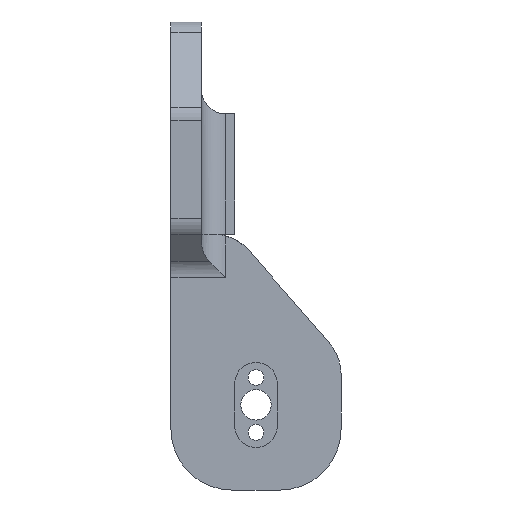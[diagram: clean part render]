
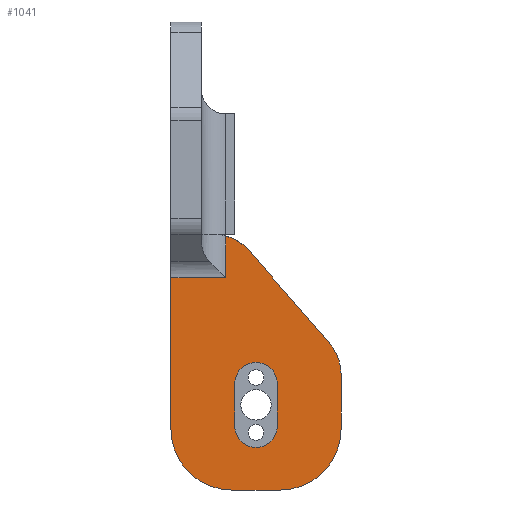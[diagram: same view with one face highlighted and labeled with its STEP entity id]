
A CAD part, left-side view. The second image highlights one B-rep face of the part: STEP entity #1041.
In plain terms, the highlighted planar face has unit normal (-1, 0, 0).
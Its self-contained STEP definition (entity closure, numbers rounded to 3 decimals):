
#58 = DIRECTION ( 'NONE',  ( -1., 0., 0. ) ) ;
#69 = EDGE_CURVE ( 'NONE', #696, #260, #203, .T. ) ;
#93 = VECTOR ( 'NONE', #1903, 1000. ) ;
#108 = VERTEX_POINT ( 'NONE', #1042 ) ;
#155 = AXIS2_PLACEMENT_3D ( 'NONE', #904, #482, #1741 ) ;
#160 = EDGE_CURVE ( 'NONE', #962, #696, #1631, .T. ) ;
#203 = LINE ( 'NONE', #1660, #2166 ) ;
#224 = ORIENTED_EDGE ( 'NONE', *, *, #160, .T. ) ;
#242 = VERTEX_POINT ( 'NONE', #1157 ) ;
#260 = VERTEX_POINT ( 'NONE', #768 ) ;
#287 = FACE_BOUND ( 'NONE', #2316, .T. ) ;
#294 = LINE ( 'NONE', #1169, #2279 ) ;
#303 = ORIENTED_EDGE ( 'NONE', *, *, #334, .T. ) ;
#306 = AXIS2_PLACEMENT_3D ( 'NONE', #2108, #427, #1069 ) ;
#324 = VERTEX_POINT ( 'NONE', #972 ) ;
#334 = EDGE_CURVE ( 'NONE', #108, #1585, #346, .T. ) ;
#346 = CIRCLE ( 'NONE', #1367, 10. ) ;
#348 = DIRECTION ( 'NONE',  ( 0., 1., 0. ) ) ;
#353 = DIRECTION ( 'NONE',  ( 0., 1., 0. ) ) ;
#354 = VERTEX_POINT ( 'NONE', #2148 ) ;
#369 = VERTEX_POINT ( 'NONE', #1674 ) ;
#372 = CARTESIAN_POINT ( 'NONE',  ( 6., -6.5, -35.184 ) ) ;
#376 = DIRECTION ( 'NONE',  ( 0., 1., 0. ) ) ;
#389 = CARTESIAN_POINT ( 'NONE',  ( 6., -8., -34.891 ) ) ;
#415 = ORIENTED_EDGE ( 'NONE', *, *, #1400, .F. ) ;
#427 = DIRECTION ( 'NONE',  ( -1., 0., 0. ) ) ;
#454 = ORIENTED_EDGE ( 'NONE', *, *, #2624, .F. ) ;
#482 = DIRECTION ( 'NONE',  ( -1., 0., 0. ) ) ;
#501 = DIRECTION ( 'NONE',  ( 0., 0., 1. ) ) ;
#517 = EDGE_CURVE ( 'NONE', #242, #1758, #1004, .T. ) ;
#543 = LINE ( 'NONE', #2219, #2557 ) ;
#554 = DIRECTION ( 'NONE',  ( 0., -0.656, -0.754 ) ) ;
#625 = CARTESIAN_POINT ( 'NONE',  ( 6., -11.5, -59.5 ) ) ;
#636 = DIRECTION ( 'NONE',  ( 0., 1., 0. ) ) ;
#678 = PLANE ( 'NONE',  #2721 ) ;
#689 = DIRECTION ( 'NONE',  ( 0., 1., 0. ) ) ;
#696 = VERTEX_POINT ( 'NONE', #372 ) ;
#765 = LINE ( 'NONE', #1427, #893 ) ;
#768 = CARTESIAN_POINT ( 'NONE',  ( 6., -6.5, -42.056 ) ) ;
#780 = CARTESIAN_POINT ( 'NONE',  ( 6., -8., -59.5 ) ) ;
#848 = DIRECTION ( 'NONE',  ( 0., 0., 1. ) ) ;
#886 = LINE ( 'NONE', #2106, #93 ) ;
#893 = VECTOR ( 'NONE', #376, 1000. ) ;
#904 = CARTESIAN_POINT ( 'NONE',  ( 6., -11.5, -66.5 ) ) ;
#953 = ORIENTED_EDGE ( 'NONE', *, *, #2177, .F. ) ;
#962 = VERTEX_POINT ( 'NONE', #1750 ) ;
#972 = CARTESIAN_POINT ( 'NONE',  ( 6., -15., -59.5 ) ) ;
#979 = EDGE_CURVE ( 'NONE', #354, #369, #2253, .T. ) ;
#1004 = CIRCLE ( 'NONE', #155, 3.5 ) ;
#1041 = ADVANCED_FACE ( 'NONE', ( #287, #1354 ), #678, .F. ) ;
#1042 = CARTESIAN_POINT ( 'NONE',  ( 6., 2.5, -67. ) ) ;
#1062 = CARTESIAN_POINT ( 'NONE',  ( 6., -23.535, -52.742 ) ) ;
#1069 = DIRECTION ( 'NONE',  ( 0., 1., 0. ) ) ;
#1079 = AXIS2_PLACEMENT_3D ( 'NONE', #2390, #58, #689 ) ;
#1111 = VERTEX_POINT ( 'NONE', #1062 ) ;
#1157 = CARTESIAN_POINT ( 'NONE',  ( 6., -8., -66.5 ) ) ;
#1169 = CARTESIAN_POINT ( 'NONE',  ( 6., -8., -70. ) ) ;
#1176 = ORIENTED_EDGE ( 'NONE', *, *, #2407, .T. ) ;
#1178 = DIRECTION ( 'NONE',  ( 0., 1., 0. ) ) ;
#1252 = CARTESIAN_POINT ( 'NONE',  ( 6., 2.5, -77. ) ) ;
#1275 = LINE ( 'NONE', #1252, #1374 ) ;
#1354 = FACE_OUTER_BOUND ( 'NONE', #2017, .T. ) ;
#1361 = CARTESIAN_POINT ( 'NONE',  ( 6., -25.5, -57.994 ) ) ;
#1365 = AXIS2_PLACEMENT_3D ( 'NONE', #1576, #2208, #1178 ) ;
#1367 = AXIS2_PLACEMENT_3D ( 'NONE', #1522, #2313, #636 ) ;
#1374 = VECTOR ( 'NONE', #848, 1000. ) ;
#1380 = EDGE_CURVE ( 'NONE', #2495, #1111, #2539, .T. ) ;
#1400 = EDGE_CURVE ( 'NONE', #1545, #242, #294, .T. ) ;
#1427 = CARTESIAN_POINT ( 'NONE',  ( 6., 2.5, -77. ) ) ;
#1447 = ORIENTED_EDGE ( 'NONE', *, *, #2259, .F. ) ;
#1507 = EDGE_CURVE ( 'NONE', #324, #1545, #2062, .T. ) ;
#1522 = CARTESIAN_POINT ( 'NONE',  ( 6., -7.5, -67. ) ) ;
#1545 = VERTEX_POINT ( 'NONE', #780 ) ;
#1576 = CARTESIAN_POINT ( 'NONE',  ( 6., -17.5, -57.994 ) ) ;
#1585 = VERTEX_POINT ( 'NONE', #1712 ) ;
#1609 = CARTESIAN_POINT ( 'NONE',  ( 6., 2.5, -77. ) ) ;
#1631 = CIRCLE ( 'NONE', #306, 8. ) ;
#1659 = ORIENTED_EDGE ( 'NONE', *, *, #1380, .T. ) ;
#1660 = CARTESIAN_POINT ( 'NONE',  ( 6., -6.5, -40.528 ) ) ;
#1674 = CARTESIAN_POINT ( 'NONE',  ( 6., -25.5, -67. ) ) ;
#1712 = CARTESIAN_POINT ( 'NONE',  ( 6., -7.5, -77. ) ) ;
#1715 = CARTESIAN_POINT ( 'NONE',  ( 6., -25.5, -77. ) ) ;
#1741 = DIRECTION ( 'NONE',  ( 0., 1., 0. ) ) ;
#1750 = CARTESIAN_POINT ( 'NONE',  ( 6., -10.392, -37.639 ) ) ;
#1758 = VERTEX_POINT ( 'NONE', #2603 ) ;
#1903 = DIRECTION ( 'NONE',  ( 0., 0., 1. ) ) ;
#1910 = ORIENTED_EDGE ( 'NONE', *, *, #1507, .F. ) ;
#1978 = DIRECTION ( 'NONE',  ( 0., 0., -1. ) ) ;
#1987 = ORIENTED_EDGE ( 'NONE', *, *, #979, .T. ) ;
#2003 = ORIENTED_EDGE ( 'NONE', *, *, #2072, .F. ) ;
#2017 = EDGE_LOOP ( 'NONE', ( #224, #2318, #2353, #454, #303, #953, #1987, #1176, #1659, #1447 ) ) ;
#2025 = DIRECTION ( 'NONE',  ( -1., 0., 0. ) ) ;
#2051 = DIRECTION ( 'NONE',  ( 0., 0., -1. ) ) ;
#2059 = VERTEX_POINT ( 'NONE', #2529 ) ;
#2062 = CIRCLE ( 'NONE', #2321, 3.5 ) ;
#2072 = EDGE_CURVE ( 'NONE', #1758, #324, #886, .T. ) ;
#2106 = CARTESIAN_POINT ( 'NONE',  ( 6., -15., -70. ) ) ;
#2108 = CARTESIAN_POINT ( 'NONE',  ( 6., -4.357, -42.891 ) ) ;
#2148 = CARTESIAN_POINT ( 'NONE',  ( 6., -15.5, -77. ) ) ;
#2166 = VECTOR ( 'NONE', #2051, 1000. ) ;
#2177 = EDGE_CURVE ( 'NONE', #354, #1585, #765, .T. ) ;
#2208 = DIRECTION ( 'NONE',  ( -1., 0., 0. ) ) ;
#2219 = CARTESIAN_POINT ( 'NONE',  ( 6., 2.5, -42.056 ) ) ;
#2236 = DIRECTION ( 'NONE',  ( 1., 0., 0. ) ) ;
#2249 = VECTOR ( 'NONE', #554, 1000. ) ;
#2253 = CIRCLE ( 'NONE', #1079, 10. ) ;
#2259 = EDGE_CURVE ( 'NONE', #962, #1111, #2272, .T. ) ;
#2272 = LINE ( 'NONE', #389, #2249 ) ;
#2279 = VECTOR ( 'NONE', #1978, 1000. ) ;
#2313 = DIRECTION ( 'NONE',  ( -1., 0., 0. ) ) ;
#2316 = EDGE_LOOP ( 'NONE', ( #415, #1910, #2003, #2414 ) ) ;
#2318 = ORIENTED_EDGE ( 'NONE', *, *, #69, .T. ) ;
#2321 = AXIS2_PLACEMENT_3D ( 'NONE', #625, #2025, #348 ) ;
#2353 = ORIENTED_EDGE ( 'NONE', *, *, #2522, .T. ) ;
#2386 = LINE ( 'NONE', #1715, #2643 ) ;
#2390 = CARTESIAN_POINT ( 'NONE',  ( 6., -15.5, -67. ) ) ;
#2407 = EDGE_CURVE ( 'NONE', #369, #2495, #2386, .T. ) ;
#2414 = ORIENTED_EDGE ( 'NONE', *, *, #517, .F. ) ;
#2495 = VERTEX_POINT ( 'NONE', #1361 ) ;
#2522 = EDGE_CURVE ( 'NONE', #260, #2059, #543, .T. ) ;
#2529 = CARTESIAN_POINT ( 'NONE',  ( 6., 2.5, -42.056 ) ) ;
#2539 = CIRCLE ( 'NONE', #1365, 8. ) ;
#2557 = VECTOR ( 'NONE', #2607, 1000. ) ;
#2603 = CARTESIAN_POINT ( 'NONE',  ( 6., -15., -66.5 ) ) ;
#2607 = DIRECTION ( 'NONE',  ( 0., 1., 0. ) ) ;
#2624 = EDGE_CURVE ( 'NONE', #108, #2059, #1275, .T. ) ;
#2643 = VECTOR ( 'NONE', #501, 1000. ) ;
#2721 = AXIS2_PLACEMENT_3D ( 'NONE', #1609, #2236, #353 ) ;
